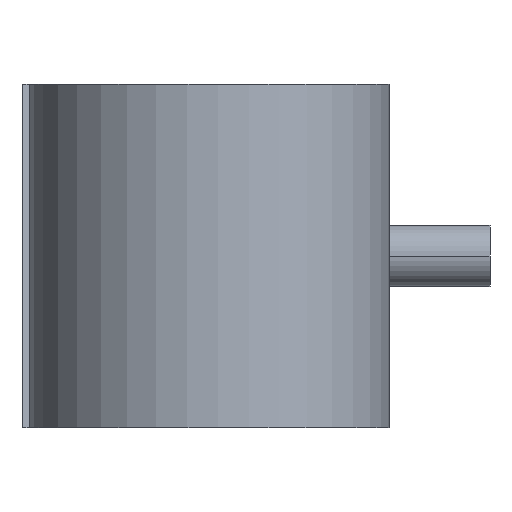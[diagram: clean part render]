
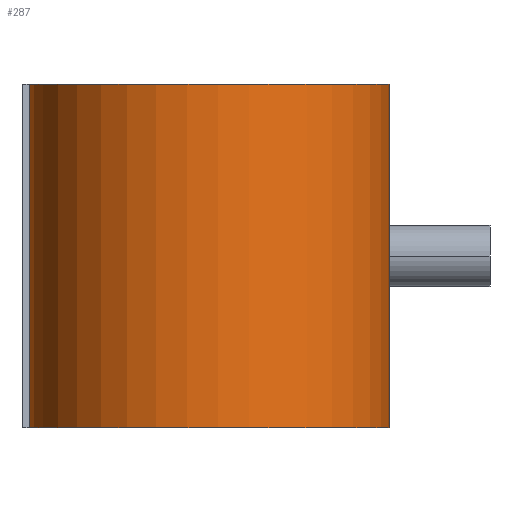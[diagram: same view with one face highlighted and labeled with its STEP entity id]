
A CAD part, front view. The second image highlights one B-rep face of the part: STEP entity #287.
In plain terms, the highlighted cylindrical face has radius 94.267 mm (diameter 188.533 mm), a partial arc.
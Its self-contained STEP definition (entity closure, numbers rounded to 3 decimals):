
#239 = VERTEX_POINT( '', #669 );
#253 = VERTEX_POINT( '', #684 );
#263 = EDGE_CURVE( '', #239, #529, #694, .T. );
#287 = ADVANCED_FACE( '', ( #723 ), #724, .T. );
#293 = EDGE_CURVE( '', #361, #239, #730, .T. );
#361 = VERTEX_POINT( '', #803 );
#517 = EDGE_CURVE( '', #529, #253, #979, .T. );
#529 = VERTEX_POINT( '', #993 );
#611 = EDGE_CURVE( '', #361, #253, #1084, .T. );
#669 = CARTESIAN_POINT( '', ( -94.144, -4.8, -90. ) );
#684 = CARTESIAN_POINT( '', ( 94.144, 4.8, 90. ) );
#694 = CIRCLE( '', #1264, 94.267 );
#723 = FACE_OUTER_BOUND( '', #1365, .T. );
#724 = CYLINDRICAL_SURFACE( '', #1366, 94.267 );
#730 = LINE( '', #1403, #1404 );
#803 = CARTESIAN_POINT( '', ( -94.144, -4.8, 90. ) );
#979 = LINE( '', #1877, #1878 );
#993 = CARTESIAN_POINT( '', ( 94.144, 4.8, -90. ) );
#1084 = CIRCLE( '', #2099, 94.267 );
#1264 = AXIS2_PLACEMENT_3D( '', #2242, #2243, #2244 );
#1365 = EDGE_LOOP( '', ( #2289, #2290, #2291, #2292 ) );
#1366 = AXIS2_PLACEMENT_3D( '', #2293, #2294, #2295 );
#1403 = CARTESIAN_POINT( '', ( -94.144, -4.8, 90. ) );
#1404 = VECTOR( '', #2296, 1. );
#1877 = CARTESIAN_POINT( '', ( 94.144, 4.8, 90. ) );
#1878 = VECTOR( '', #2606, 1. );
#2099 = AXIS2_PLACEMENT_3D( '', #2719, #2720, #2721 );
#2242 = CARTESIAN_POINT( '', ( 0., 0., -90. ) );
#2243 = DIRECTION( '', ( 0., 0., 1. ) );
#2244 = DIRECTION( '', ( -0.999, -0.051, 0. ) );
#2289 = ORIENTED_EDGE( '', *, *, #517, .T. );
#2290 = ORIENTED_EDGE( '', *, *, #611, .F. );
#2291 = ORIENTED_EDGE( '', *, *, #293, .T. );
#2292 = ORIENTED_EDGE( '', *, *, #263, .T. );
#2293 = CARTESIAN_POINT( '', ( 0., 0., 90. ) );
#2294 = DIRECTION( '', ( 0., 0., 1. ) );
#2295 = DIRECTION( '', ( -0.999, -0.051, 0. ) );
#2296 = DIRECTION( '', ( 0., 0., -1. ) );
#2606 = DIRECTION( '', ( 0., 0., 1. ) );
#2719 = CARTESIAN_POINT( '', ( 0., 0., 90. ) );
#2720 = DIRECTION( '', ( 0., 0., 1. ) );
#2721 = DIRECTION( '', ( -0.999, -0.051, 0. ) );
